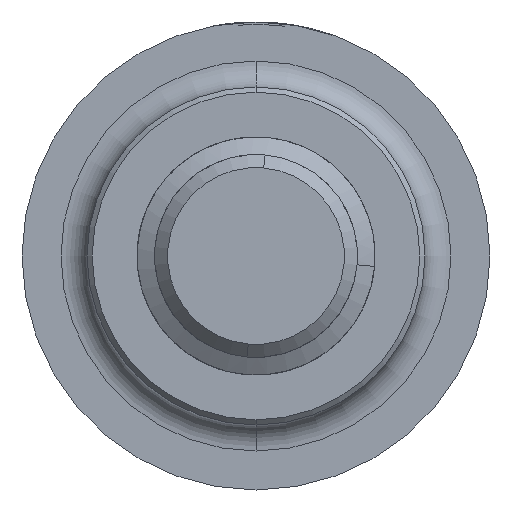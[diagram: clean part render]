
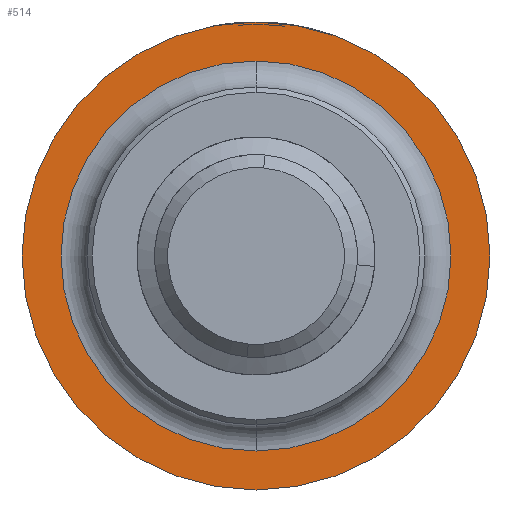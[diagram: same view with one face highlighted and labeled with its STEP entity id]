
A CAD part, front view. The second image highlights one B-rep face of the part: STEP entity #514.
In plain terms, the highlighted planar face has unit normal (0, -1, 0).
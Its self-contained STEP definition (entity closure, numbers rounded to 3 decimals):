
#24 = PLANE ( 'NONE',  #4979 ) ;
#350 = DIRECTION ( 'NONE',  ( 0., -1., 0. ) ) ;
#495 = ORIENTED_EDGE ( 'NONE', *, *, #3053, .T. ) ;
#514 = ADVANCED_FACE ( 'NONE', ( #4415, #3740 ), #24, .T. ) ;
#755 = VERTEX_POINT ( 'NONE', #2603 ) ;
#1113 = CARTESIAN_POINT ( 'NONE',  ( 7.5, 12.42, 0. ) ) ;
#1432 = EDGE_CURVE ( 'NONE', #2631, #6227, #5230, .T. ) ;
#1633 = CIRCLE ( 'NONE', #3688, 9. ) ;
#1877 = EDGE_LOOP ( 'NONE', ( #5538, #495 ) ) ;
#1938 = CARTESIAN_POINT ( 'NONE',  ( 0., 12.42, 0. ) ) ;
#2290 = ORIENTED_EDGE ( 'NONE', *, *, #6483, .F. ) ;
#2520 = CARTESIAN_POINT ( 'NONE',  ( 0., 12.42, 9. ) ) ;
#2603 = CARTESIAN_POINT ( 'NONE',  ( 0., 12.42, -9. ) ) ;
#2631 = VERTEX_POINT ( 'NONE', #5890 ) ;
#2870 = AXIS2_PLACEMENT_3D ( 'NONE', #6439, #3787, #6416 ) ;
#3053 = EDGE_CURVE ( 'NONE', #5603, #755, #1633, .T. ) ;
#3461 = CIRCLE ( 'NONE', #5973, 7.5 ) ;
#3688 = AXIS2_PLACEMENT_3D ( 'NONE', #3946, #4534, #6598 ) ;
#3740 = FACE_BOUND ( 'NONE', #5278, .T. ) ;
#3770 = DIRECTION ( 'NONE',  ( 0., 0., -1. ) ) ;
#3787 = DIRECTION ( 'NONE',  ( 0., -1., 0. ) ) ;
#3946 = CARTESIAN_POINT ( 'NONE',  ( 0., 12.42, 0. ) ) ;
#3988 = EDGE_CURVE ( 'NONE', #755, #5603, #3991, .T. ) ;
#3991 = CIRCLE ( 'NONE', #2870, 9. ) ;
#4093 = DIRECTION ( 'NONE',  ( 0., -1., 0. ) ) ;
#4111 = CARTESIAN_POINT ( 'NONE',  ( 0., 12.42, 0. ) ) ;
#4415 = FACE_OUTER_BOUND ( 'NONE', #1877, .T. ) ;
#4534 = DIRECTION ( 'NONE',  ( 0., -1., 0. ) ) ;
#4657 = DIRECTION ( 'NONE',  ( 0., 0., -1. ) ) ;
#4979 = AXIS2_PLACEMENT_3D ( 'NONE', #1113, #6494, #3770 ) ;
#5055 = ORIENTED_EDGE ( 'NONE', *, *, #1432, .F. ) ;
#5230 = CIRCLE ( 'NONE', #6861, 7.5 ) ;
#5278 = EDGE_LOOP ( 'NONE', ( #2290, #5055 ) ) ;
#5471 = CARTESIAN_POINT ( 'NONE',  ( 0., 12.42, -7.5 ) ) ;
#5538 = ORIENTED_EDGE ( 'NONE', *, *, #3988, .T. ) ;
#5603 = VERTEX_POINT ( 'NONE', #2520 ) ;
#5890 = CARTESIAN_POINT ( 'NONE',  ( 0., 12.42, 7.5 ) ) ;
#5973 = AXIS2_PLACEMENT_3D ( 'NONE', #4111, #350, #4657 ) ;
#6227 = VERTEX_POINT ( 'NONE', #5471 ) ;
#6249 = DIRECTION ( 'NONE',  ( 0., 0., -1. ) ) ;
#6416 = DIRECTION ( 'NONE',  ( 0., 0., -1. ) ) ;
#6439 = CARTESIAN_POINT ( 'NONE',  ( 0., 12.42, 0. ) ) ;
#6483 = EDGE_CURVE ( 'NONE', #6227, #2631, #3461, .T. ) ;
#6494 = DIRECTION ( 'NONE',  ( 0., -1., 0. ) ) ;
#6598 = DIRECTION ( 'NONE',  ( 0., 0., -1. ) ) ;
#6861 = AXIS2_PLACEMENT_3D ( 'NONE', #1938, #4093, #6249 ) ;
